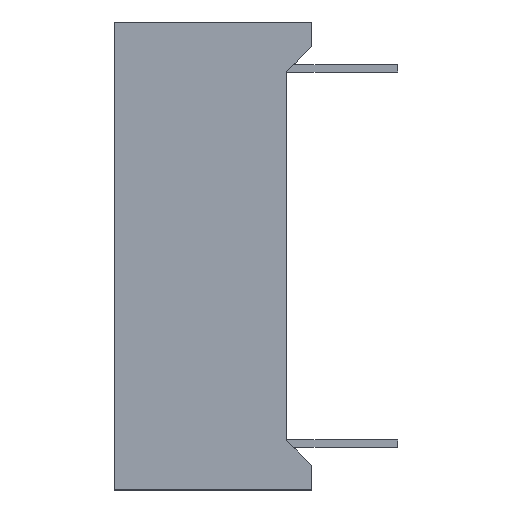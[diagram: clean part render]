
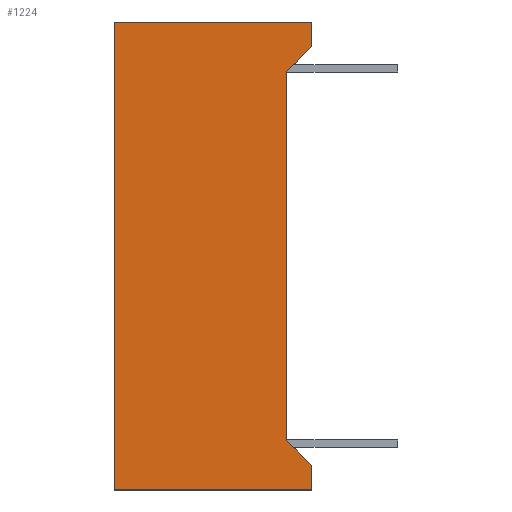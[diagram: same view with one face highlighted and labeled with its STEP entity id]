
A CAD part, left-side view. The second image highlights one B-rep face of the part: STEP entity #1224.
In plain terms, the highlighted planar face has unit normal (-1, 0, 0).
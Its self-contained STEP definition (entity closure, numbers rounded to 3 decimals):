
#395 = DIRECTION ( 'NONE',  ( 0., -1., 0. ) ) ;
#396 = VECTOR ( 'NONE', #395, 1000. ) ;
#397 = CARTESIAN_POINT ( 'NONE',  ( -25.15, 8., -9.5 ) ) ;
#398 = LINE ( 'NONE', #397, #396 ) ;
#1083 = ORIENTED_EDGE ( 'NONE', *, *, #4838, .T. ) ;
#1093 = VERTEX_POINT ( 'NONE', #5799 ) ;
#1095 = EDGE_CURVE ( 'NONE', #1093, #1096, #5798, .T. ) ;
#1096 = VERTEX_POINT ( 'NONE', #5794 ) ;
#1177 = VERTEX_POINT ( 'NONE', #5926 ) ;
#1178 = ORIENTED_EDGE ( 'NONE', *, *, #1189, .T. ) ;
#1187 = VERTEX_POINT ( 'NONE', #5978 ) ;
#1189 = EDGE_CURVE ( 'NONE', #1204, #1187, #5977, .T. ) ;
#1204 = VERTEX_POINT ( 'NONE', #6037 ) ;
#1222 = VERTEX_POINT ( 'NONE', #6057 ) ;
#1224 = ADVANCED_FACE ( 'NONE', ( #6051 ), #6095, .F. ) ;
#1225 = EDGE_LOOP ( 'NONE', ( #1178, #1244, #1241, #1242, #1239, #1256, #1259, #1083 ) ) ;
#1227 = EDGE_CURVE ( 'NONE', #1228, #1222, #6090, .T. ) ;
#1228 = VERTEX_POINT ( 'NONE', #6086 ) ;
#1238 = EDGE_CURVE ( 'NONE', #1228, #1093, #6130, .T. ) ;
#1239 = ORIENTED_EDGE ( 'NONE', *, *, #1227, .T. ) ;
#1241 = ORIENTED_EDGE ( 'NONE', *, *, #1095, .F. ) ;
#1242 = ORIENTED_EDGE ( 'NONE', *, *, #1238, .F. ) ;
#1244 = ORIENTED_EDGE ( 'NONE', *, *, #1245, .F. ) ;
#1245 = EDGE_CURVE ( 'NONE', #1096, #1187, #6122, .T. ) ;
#1256 = ORIENTED_EDGE ( 'NONE', *, *, #1257, .F. ) ;
#1257 = EDGE_CURVE ( 'NONE', #1258, #1222, #6143, .T. ) ;
#1258 = VERTEX_POINT ( 'NONE', #6139 ) ;
#1259 = ORIENTED_EDGE ( 'NONE', *, *, #1260, .F. ) ;
#1260 = EDGE_CURVE ( 'NONE', #1177, #1258, #6192, .T. ) ;
#4838 = EDGE_CURVE ( 'NONE', #1177, #1204, #398, .T. ) ;
#5794 = CARTESIAN_POINT ( 'NONE',  ( -25.15, 1., -7.5 ) ) ;
#5795 = DIRECTION ( 'NONE',  ( 0., 0., -1. ) ) ;
#5796 = VECTOR ( 'NONE', #5795, 1000. ) ;
#5797 = CARTESIAN_POINT ( 'NONE',  ( -25.15, 1., -7.5 ) ) ;
#5798 = LINE ( 'NONE', #5797, #5796 ) ;
#5799 = CARTESIAN_POINT ( 'NONE',  ( -25.15, 1., 7.5 ) ) ;
#5926 = CARTESIAN_POINT ( 'NONE',  ( -25.15, 8., -9.5 ) ) ;
#5974 = DIRECTION ( 'NONE',  ( 0., 0., 1. ) ) ;
#5975 = VECTOR ( 'NONE', #5974, 1000. ) ;
#5976 = CARTESIAN_POINT ( 'NONE',  ( -25.15, 0., -9.5 ) ) ;
#5977 = LINE ( 'NONE', #5976, #5975 ) ;
#5978 = CARTESIAN_POINT ( 'NONE',  ( -25.15, 0., -8.5 ) ) ;
#6037 = CARTESIAN_POINT ( 'NONE',  ( -25.15, 0., -9.5 ) ) ;
#6051 = FACE_OUTER_BOUND ( 'NONE', #1225, .T. ) ;
#6057 = CARTESIAN_POINT ( 'NONE',  ( -25.15, 0., 9.5 ) ) ;
#6086 = CARTESIAN_POINT ( 'NONE',  ( -25.15, 0., 8.5 ) ) ;
#6087 = DIRECTION ( 'NONE',  ( 0., 0., 1. ) ) ;
#6088 = VECTOR ( 'NONE', #6087, 1000. ) ;
#6089 = CARTESIAN_POINT ( 'NONE',  ( -25.15, 0., -9.5 ) ) ;
#6090 = LINE ( 'NONE', #6089, #6088 ) ;
#6091 = DIRECTION ( 'NONE',  ( 0., 0., -1. ) ) ;
#6092 = DIRECTION ( 'NONE',  ( 1., 0., 0. ) ) ;
#6093 = CARTESIAN_POINT ( 'NONE',  ( -25.15, 8., -9.5 ) ) ;
#6094 = AXIS2_PLACEMENT_3D ( 'NONE', #6093, #6092, #6091 ) ;
#6095 = PLANE ( 'NONE',  #6094 ) ;
#6119 = DIRECTION ( 'NONE',  ( 0., -0.707, -0.707 ) ) ;
#6120 = VECTOR ( 'NONE', #6119, 1000. ) ;
#6121 = CARTESIAN_POINT ( 'NONE',  ( -25.15, 1., -7.5 ) ) ;
#6122 = LINE ( 'NONE', #6121, #6120 ) ;
#6127 = DIRECTION ( 'NONE',  ( 0., 0.707, -0.707 ) ) ;
#6128 = VECTOR ( 'NONE', #6127, 1000. ) ;
#6129 = CARTESIAN_POINT ( 'NONE',  ( -25.15, 1., 7.5 ) ) ;
#6130 = LINE ( 'NONE', #6129, #6128 ) ;
#6139 = CARTESIAN_POINT ( 'NONE',  ( -25.15, 8., 9.5 ) ) ;
#6140 = DIRECTION ( 'NONE',  ( 0., -1., 0. ) ) ;
#6141 = VECTOR ( 'NONE', #6140, 1000. ) ;
#6142 = CARTESIAN_POINT ( 'NONE',  ( -25.15, 8., 9.5 ) ) ;
#6143 = LINE ( 'NONE', #6142, #6141 ) ;
#6189 = DIRECTION ( 'NONE',  ( 0., 0., 1. ) ) ;
#6190 = VECTOR ( 'NONE', #6189, 1000. ) ;
#6191 = CARTESIAN_POINT ( 'NONE',  ( -25.15, 8., -9.5 ) ) ;
#6192 = LINE ( 'NONE', #6191, #6190 ) ;
